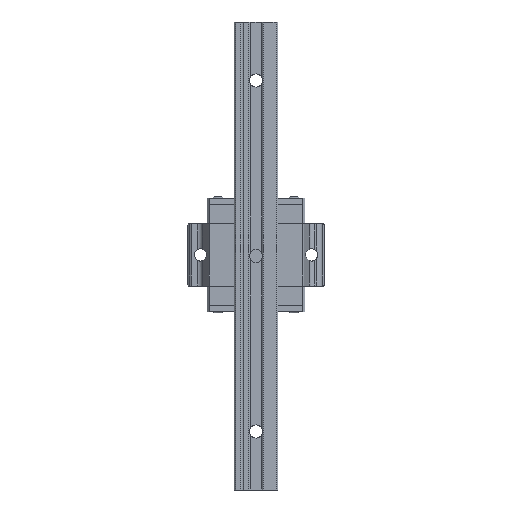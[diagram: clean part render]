
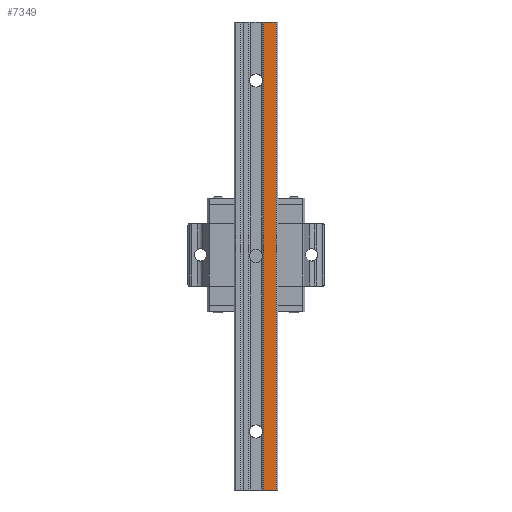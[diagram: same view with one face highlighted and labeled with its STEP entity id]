
A CAD part, front view. The second image highlights one B-rep face of the part: STEP entity #7349.
In plain terms, the highlighted planar face has unit normal (0, -1, 0).
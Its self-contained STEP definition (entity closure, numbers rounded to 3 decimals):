
#157 = VERTEX_POINT ( 'NONE', #7546 ) ;
#676 = EDGE_CURVE ( 'NONE', #157, #2182, #8671, .T. ) ;
#1161 = VECTOR ( 'NONE', #6972, 1000. ) ;
#1324 = ORIENTED_EDGE ( 'NONE', *, *, #676, .T. ) ;
#1502 = AXIS2_PLACEMENT_3D ( 'NONE', #6323, #3430, #8490 ) ;
#1918 = DIRECTION ( 'NONE',  ( 1., 0., 0. ) ) ;
#1996 = ORIENTED_EDGE ( 'NONE', *, *, #6905, .F. ) ;
#2008 = VERTEX_POINT ( 'NONE', #3825 ) ;
#2182 = VERTEX_POINT ( 'NONE', #9075 ) ;
#3051 = LINE ( 'NONE', #7682, #1161 ) ;
#3296 = VECTOR ( 'NONE', #1918, 1000. ) ;
#3430 = DIRECTION ( 'NONE',  ( 0., -1., 0. ) ) ;
#3825 = CARTESIAN_POINT ( 'NONE',  ( 10., 0., 0. ) ) ;
#3882 = VECTOR ( 'NONE', #4360, 1000. ) ;
#4244 = EDGE_CURVE ( 'NONE', #5105, #157, #5214, .T. ) ;
#4360 = DIRECTION ( 'NONE',  ( 1., 0., 0. ) ) ;
#4602 = CARTESIAN_POINT ( 'NONE',  ( 14.4, 0., -160. ) ) ;
#4846 = VECTOR ( 'NONE', #5444, 1000. ) ;
#5105 = VERTEX_POINT ( 'NONE', #7798 ) ;
#5214 = LINE ( 'NONE', #5489, #3296 ) ;
#5444 = DIRECTION ( 'NONE',  ( 0., 0., 1. ) ) ;
#5489 = CARTESIAN_POINT ( 'NONE',  ( 10., 0., -160. ) ) ;
#5589 = EDGE_CURVE ( 'NONE', #5105, #2008, #3051, .T. ) ;
#5831 = LINE ( 'NONE', #6534, #3882 ) ;
#6248 = EDGE_LOOP ( 'NONE', ( #1996, #6451, #8402, #1324 ) ) ;
#6323 = CARTESIAN_POINT ( 'NONE',  ( 10., 0., -160. ) ) ;
#6451 = ORIENTED_EDGE ( 'NONE', *, *, #5589, .F. ) ;
#6534 = CARTESIAN_POINT ( 'NONE',  ( 10., 0., 0. ) ) ;
#6905 = EDGE_CURVE ( 'NONE', #2008, #2182, #5831, .T. ) ;
#6972 = DIRECTION ( 'NONE',  ( 0., 0., 1. ) ) ;
#7349 = ADVANCED_FACE ( 'NONE', ( #7959 ), #7766, .T. ) ;
#7546 = CARTESIAN_POINT ( 'NONE',  ( 14.4, 0., -160. ) ) ;
#7682 = CARTESIAN_POINT ( 'NONE',  ( 10., 0., -160. ) ) ;
#7766 = PLANE ( 'NONE',  #1502 ) ;
#7798 = CARTESIAN_POINT ( 'NONE',  ( 10., 0., -160. ) ) ;
#7959 = FACE_OUTER_BOUND ( 'NONE', #6248, .T. ) ;
#8402 = ORIENTED_EDGE ( 'NONE', *, *, #4244, .T. ) ;
#8490 = DIRECTION ( 'NONE',  ( 0., 0., -1. ) ) ;
#8671 = LINE ( 'NONE', #4602, #4846 ) ;
#9075 = CARTESIAN_POINT ( 'NONE',  ( 14.4, 0., 0. ) ) ;
